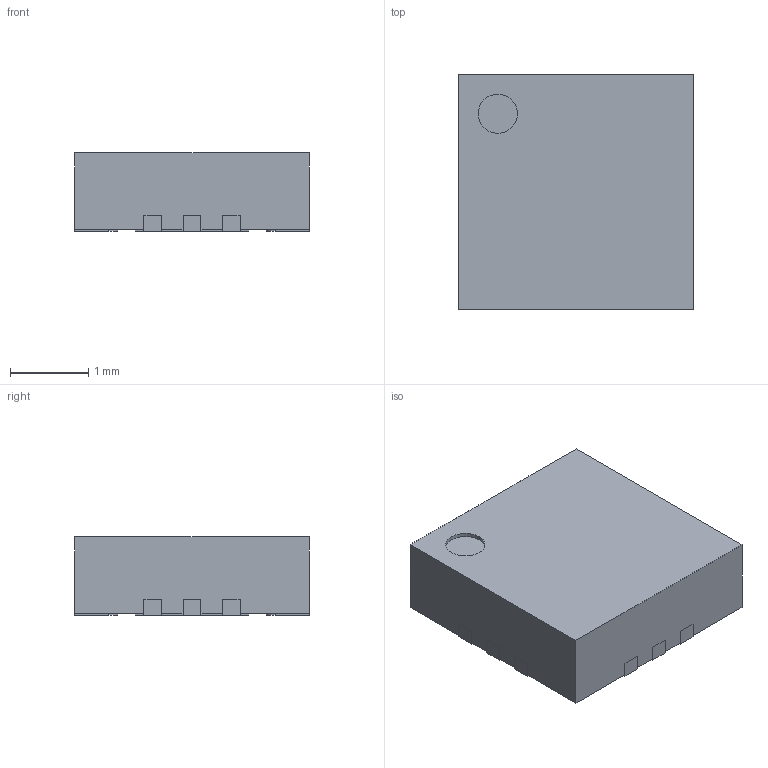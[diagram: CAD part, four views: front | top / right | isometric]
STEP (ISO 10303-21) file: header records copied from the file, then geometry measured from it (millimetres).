
FILE_DESCRIPTION((''),'2;1');
FILE_NAME('QFN50P300X300X100-13N-S145.stp','2011-06-01T10:03:38',(''),(''),'Mechanical Desktop 2011','Mechanical Desktop 2011',', , ');
FILE_SCHEMA(('AUTOMOTIVE_DESIGN { 1 2 10303 214 1 1 1 1 }'));
Length unit declared in the file: millimetre
Products named in the file (1): Product
Bounding box: 3 x 3 x 1 mm (x, y, z)
Volume: 8.9 mm3; surface area: 42.7 mm2
Topology: 14 solids, 14 shells, 135 faces, 318 edges, 212 vertices
Faces by surface type: plane 97, cylinder 26, bspline 12
Entity records: 3883 total; most frequent: CARTESIAN_POINT 702, ORIENTED_EDGE 636, DIRECTION 618, EDGE_CURVE 318, VECTOR 266, LINE 266, VERTEX_POINT 212, AXIS2_PLACEMENT_3D 176
